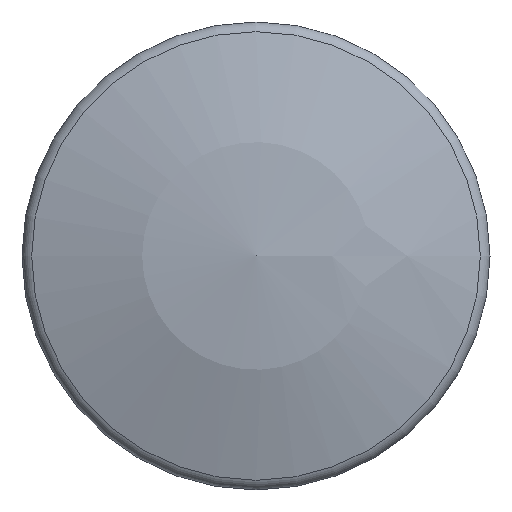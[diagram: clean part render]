
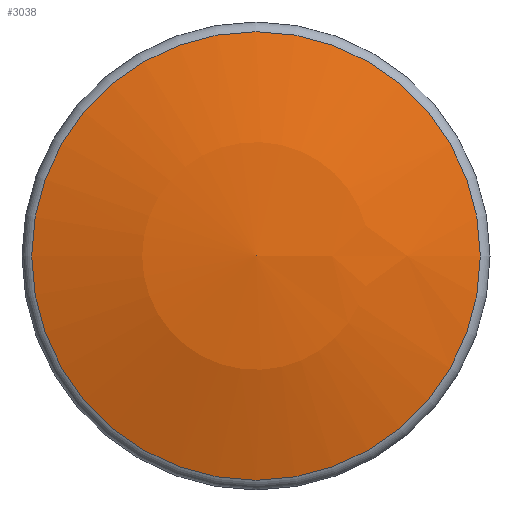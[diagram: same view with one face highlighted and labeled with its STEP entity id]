
A CAD part, top view. The second image highlights one B-rep face of the part: STEP entity #3038.
In plain terms, the highlighted spherical face has radius 36 mm.
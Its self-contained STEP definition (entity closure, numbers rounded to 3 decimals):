
#1219=SPHERICAL_SURFACE('',#19050,36.);
#3038=ADVANCED_FACE('',(#4083),#1219,.T.);
#4083=FACE_OUTER_BOUND('',#5027,.T.);
#5027=EDGE_LOOP('',(#11122));
#11122=ORIENTED_EDGE('',*,*,#16854,.F.);
#14867=VERTEX_POINT('',#44949);
#16854=EDGE_CURVE('',#14867,#14867,#18538,.T.);
#18538=CIRCLE('',#19048,12.222);
#19048=AXIS2_PLACEMENT_3D('',#44948,#20969,#20970);
#19050=AXIS2_PLACEMENT_3D('',#44951,#20973,#20974);
#20969=DIRECTION('',(0.,-1.,0.));
#20970=DIRECTION('',(0.,0.,-1.));
#20973=DIRECTION('',(0.,-1.,0.));
#20974=DIRECTION('',(1.,0.,0.));
#44948=CARTESIAN_POINT('',(0.,14.018,0.));
#44949=CARTESIAN_POINT('',(0.,14.018,-12.222));
#44951=CARTESIAN_POINT('',(0.,-19.844,0.));
